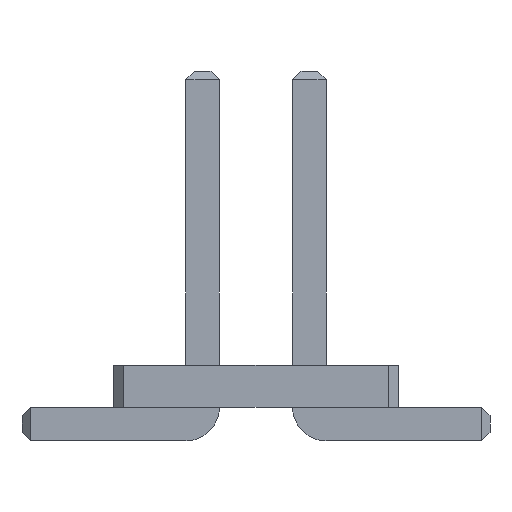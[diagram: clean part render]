
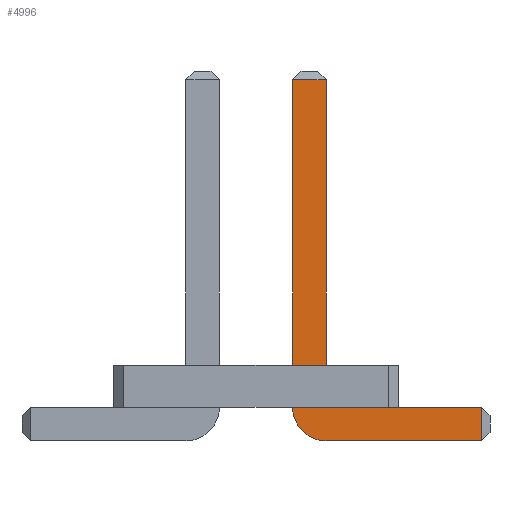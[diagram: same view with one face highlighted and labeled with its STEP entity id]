
A CAD part, front view. The second image highlights one B-rep face of the part: STEP entity #4996.
In plain terms, the highlighted planar face has unit normal (0, -1, 0).
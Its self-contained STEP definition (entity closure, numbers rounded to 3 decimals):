
#13=DIRECTION('',(0.,0.,1.));
#67=DIRECTION('',(1.,0.,0.));
#2264=VECTOR('',#67,1.);
#2275=DIRECTION('',(0.,1.,0.));
#2317=DIRECTION('',(-1.,0.,0.));
#4795=VECTOR('',#2317,1.);
#4803=DIRECTION('',(-0.,1.,0.));
#4804=DIRECTION('',(0.,0.,-1.));
#4811=VECTOR('',#4812,1.);
#4812=DIRECTION('',(0.,0.,1.));
#4823=VECTOR('',#4804,1.);
#4841=VERTEX_POINT('',#4842);
#4842=CARTESIAN_POINT('',(2.685,-24.33,0.));
#4845=ORIENTED_EDGE('',*,*,#4846,.T.);
#4846=EDGE_CURVE('',#4841,#4847,#4849,.T.);
#4847=VERTEX_POINT('',#4848);
#4848=CARTESIAN_POINT('',(0.835,-24.33,0.));
#4849=LINE('',#4850,#4795);
#4850=CARTESIAN_POINT('',(2.785,-24.33,0.));
#4890=VERTEX_POINT('',#4891);
#4891=CARTESIAN_POINT('',(0.435,-24.33,0.4));
#4894=EDGE_CURVE('',#4847,#4890,#4895,.T.);
#4895=CIRCLE('',#4896,0.4);
#4896=AXIS2_PLACEMENT_3D('',#4897,#4803,#4804);
#4897=CARTESIAN_POINT('',(0.835,-24.33,0.4));
#4906=VERTEX_POINT('',#4897);
#4908=ORIENTED_EDGE('',*,*,#4909,.T.);
#4909=EDGE_CURVE('',#4906,#4910,#4912,.T.);
#4910=VERTEX_POINT('',#4911);
#4911=CARTESIAN_POINT('',(2.685,-24.33,0.4));
#4912=LINE('',#4897,#2264);
#4922=ORIENTED_EDGE('',*,*,#4923,.T.);
#4923=EDGE_CURVE('',#4890,#4924,#4926,.T.);
#4924=VERTEX_POINT('',#4925);
#4925=CARTESIAN_POINT('',(0.435,-24.33,4.3));
#4926=LINE('',#4927,#4811);
#4927=CARTESIAN_POINT('',(0.435,-24.33,0.));
#4940=VERTEX_POINT('',#4941);
#4941=CARTESIAN_POINT('',(0.835,-24.33,4.3));
#4943=ORIENTED_EDGE('',*,*,#4944,.T.);
#4944=EDGE_CURVE('',#4940,#4906,#4945,.T.);
#4945=LINE('',#4946,#4823);
#4946=CARTESIAN_POINT('',(0.835,-24.33,4.4));
#4996=ADVANCED_FACE('',(#4997),#5006,.F.);
#4997=FACE_BOUND('',#4998,.F.);
#4998=EDGE_LOOP('',(#4845,#4999,#4922,#5000,#4943,#4908,#5003));
#4999=ORIENTED_EDGE('',*,*,#4894,.T.);
#5000=ORIENTED_EDGE('',*,*,#5001,.T.);
#5001=EDGE_CURVE('',#4924,#4940,#5002,.T.);
#5002=LINE('',#4925,#2264);
#5003=ORIENTED_EDGE('',*,*,#5004,.T.);
#5004=EDGE_CURVE('',#4910,#4841,#5005,.T.);
#5005=LINE('',#4911,#4823);
#5006=PLANE('',#5007);
#5007=AXIS2_PLACEMENT_3D('',#5008,#2275,#13);
#5008=CARTESIAN_POINT('',(1.032,-24.33,1.622));
